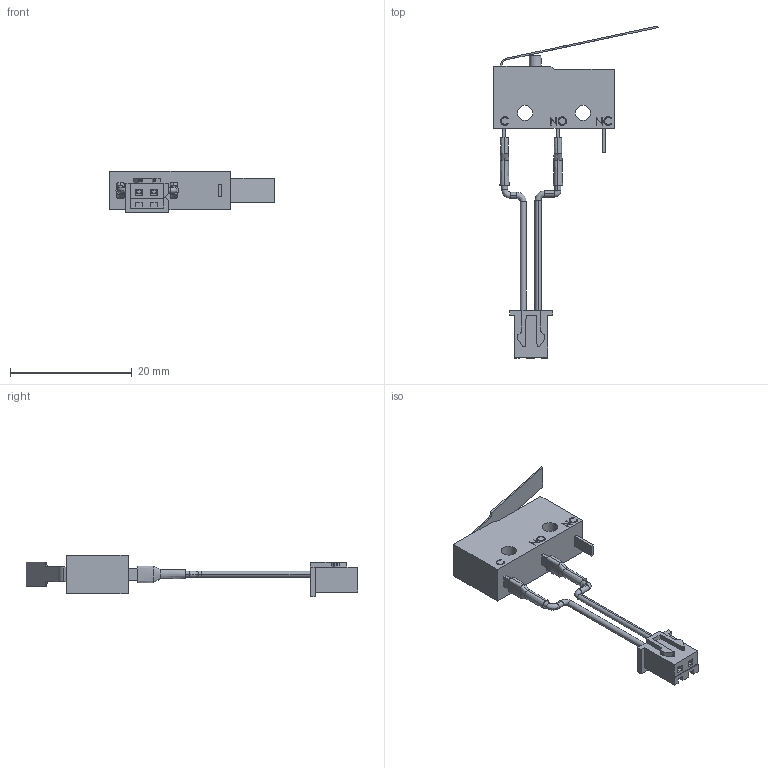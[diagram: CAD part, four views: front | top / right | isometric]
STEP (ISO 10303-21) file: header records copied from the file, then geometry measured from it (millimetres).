
FILE_DESCRIPTION(('STEP AP214'),'1');
FILE_NAME('1162-Z1P-B.step','2014-03-27T09:43:50',(' '),(' '),'Spatial InterOp 3D',' ',' ');
FILE_SCHEMA(('automotive_design'));
Length unit declared in the file: metre
Products named in the file (6): 1; 2; 3; 4; <Connector JSP XHP-2>-<PIN 1 INDICATOR>; 5
Bounding box: 27.05 x 54.62 x 6.9 mm (x, y, z)
Volume: 1429.5 mm3; surface area: 1832.7 mm2
Topology: 6 solids, 6 shells, 226 faces, 616 edges, 409 vertices
Faces by surface type: plane 142, cylinder 32, bspline 30, extrusion 13, torus 7, cone 2
Entity records: 13362 total; most frequent: CARTESIAN_POINT 5895, ORIENTED_EDGE 1228, DIRECTION 991, EDGE_CURVE 614, VECTOR 445, LINE 432, VERTEX_POINT 409, AXIS2_PLACEMENT_3D 273
